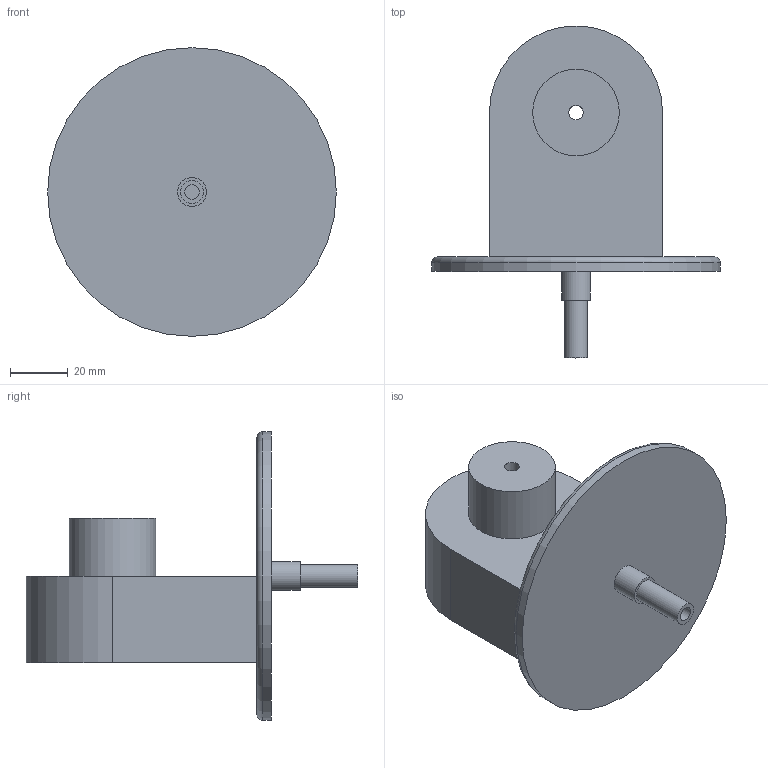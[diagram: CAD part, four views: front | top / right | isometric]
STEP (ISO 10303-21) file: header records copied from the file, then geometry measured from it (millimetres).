
FILE_DESCRIPTION(/* description */ (''),/* implementation_level */ '2;1');
FILE_NAME(/* name */ 'arm-base.stp',/* time_stamp */ '2023-07-12T16:05:20+05:30',/* author */ ('hrush'),/* organization */ (''),/* preprocessor_version */ 'ST-DEVELOPER v19',/* originating_system */ 'Autodesk Inventor 2023',/* authorisation */ '');
FILE_SCHEMA (('AUTOMOTIVE_DESIGN { 1 0 10303 214 3 1 1 }'));
Length unit declared in the file: centimetre
Products named in the file (1): arm-base
Bounding box: 100 x 115 x 100 mm (x, y, z)
Volume: 185771.2 mm3; surface area: 33781.3 mm2
Topology: 1 solids, 1 shells, 18 faces, 33 edges, 22 vertices
Faces by surface type: plane 10, cylinder 7, torus 1
Full cylindrical faces by diameter (mm): 5 x2, 8 x1, 10 x1, 30 x1, 100 x1
Entity records: 501 total; most frequent: DIRECTION 88, CARTESIAN_POINT 74, ORIENTED_EDGE 66, AXIS2_PLACEMENT_3D 36, EDGE_CURVE 33, EDGE_LOOP 25, VERTEX_POINT 22, FACE_OUTER_BOUND 18
